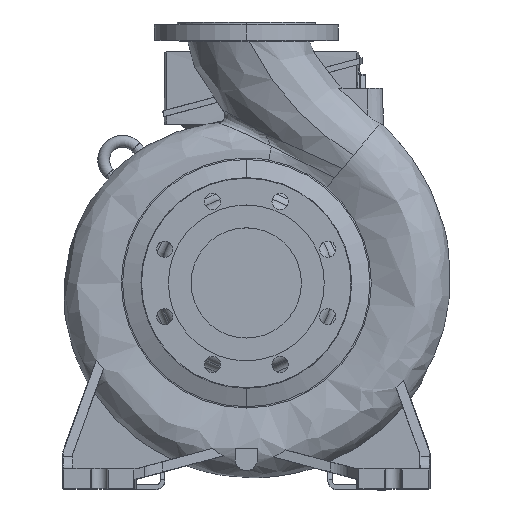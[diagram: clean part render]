
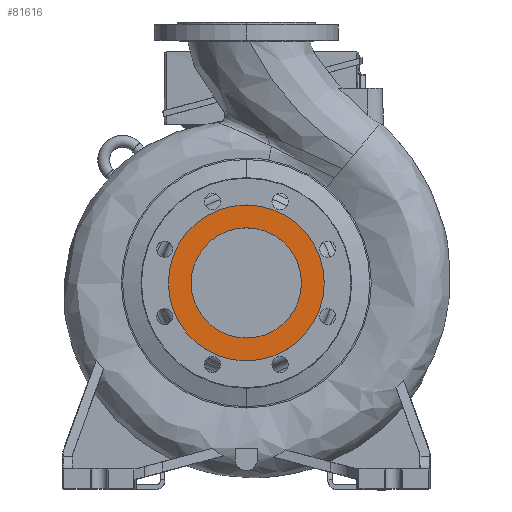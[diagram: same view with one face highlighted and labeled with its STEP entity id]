
A CAD part, top view. The second image highlights one B-rep face of the part: STEP entity #81616.
In plain terms, the highlighted planar face has unit normal (0, 0, 1).
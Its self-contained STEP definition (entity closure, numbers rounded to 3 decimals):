
#969 = EDGE_LOOP ( 'NONE', ( #17148, #45076 ) ) ;
#3746 = CIRCLE ( 'NONE', #11714, 75. ) ;
#3848 = CARTESIAN_POINT ( 'NONE',  ( 0., 0., 140. ) ) ;
#3981 = AXIS2_PLACEMENT_3D ( 'NONE', #48573, #19108, #35086 ) ;
#10513 = EDGE_CURVE ( 'NONE', #20279, #64115, #16501, .T. ) ;
#11714 = AXIS2_PLACEMENT_3D ( 'NONE', #3848, #89161, #57735 ) ;
#16292 = CARTESIAN_POINT ( 'NONE',  ( 0., 106., 140. ) ) ;
#16501 = CIRCLE ( 'NONE', #64322, 106. ) ;
#17148 = ORIENTED_EDGE ( 'NONE', *, *, #40163, .F. ) ;
#18763 = VERTEX_POINT ( 'NONE', #76822 ) ;
#19108 = DIRECTION ( 'NONE',  ( 0., 0., 1. ) ) ;
#20279 = VERTEX_POINT ( 'NONE', #16292 ) ;
#26329 = DIRECTION ( 'NONE',  ( 0., 1., 0. ) ) ;
#27988 = CARTESIAN_POINT ( 'NONE',  ( 0., -106., 140. ) ) ;
#34190 = DIRECTION ( 'NONE',  ( 0., 1., 0. ) ) ;
#35086 = DIRECTION ( 'NONE',  ( 0., -1., 0. ) ) ;
#35364 = CARTESIAN_POINT ( 'NONE',  ( 0., 0., 140. ) ) ;
#37654 = CARTESIAN_POINT ( 'NONE',  ( 0., -75., 140. ) ) ;
#40163 = EDGE_CURVE ( 'NONE', #44394, #18763, #3746, .T. ) ;
#40690 = DIRECTION ( 'NONE',  ( 0., 0., -1. ) ) ;
#43119 = ORIENTED_EDGE ( 'NONE', *, *, #10513, .F. ) ;
#44394 = VERTEX_POINT ( 'NONE', #37654 ) ;
#45076 = ORIENTED_EDGE ( 'NONE', *, *, #82968, .F. ) ;
#45411 = AXIS2_PLACEMENT_3D ( 'NONE', #94713, #80234, #26329 ) ;
#47702 = FACE_BOUND ( 'NONE', #969, .T. ) ;
#48450 = EDGE_LOOP ( 'NONE', ( #43119, #81557 ) ) ;
#48573 = CARTESIAN_POINT ( 'NONE',  ( 0., 0., 140. ) ) ;
#50190 = CIRCLE ( 'NONE', #3981, 75. ) ;
#56617 = CIRCLE ( 'NONE', #45411, 106. ) ;
#57735 = DIRECTION ( 'NONE',  ( 0., -1., 0. ) ) ;
#60643 = EDGE_CURVE ( 'NONE', #64115, #20279, #56617, .T. ) ;
#64115 = VERTEX_POINT ( 'NONE', #27988 ) ;
#64322 = AXIS2_PLACEMENT_3D ( 'NONE', #35364, #65323, #87291 ) ;
#65323 = DIRECTION ( 'NONE',  ( 0., 0., -1. ) ) ;
#72623 = PLANE ( 'NONE',  #88382 ) ;
#76822 = CARTESIAN_POINT ( 'NONE',  ( 0., 75., 140. ) ) ;
#78151 = CARTESIAN_POINT ( 'NONE',  ( -212., 212., 140. ) ) ;
#80234 = DIRECTION ( 'NONE',  ( 0., 0., -1. ) ) ;
#81557 = ORIENTED_EDGE ( 'NONE', *, *, #60643, .F. ) ;
#81616 = ADVANCED_FACE ( 'NONE', ( #47702, #87105 ), #72623, .F. ) ;
#82968 = EDGE_CURVE ( 'NONE', #18763, #44394, #50190, .T. ) ;
#87105 = FACE_OUTER_BOUND ( 'NONE', #48450, .T. ) ;
#87291 = DIRECTION ( 'NONE',  ( 0., 1., 0. ) ) ;
#88382 = AXIS2_PLACEMENT_3D ( 'NONE', #78151, #40690, #34190 ) ;
#89161 = DIRECTION ( 'NONE',  ( 0., 0., 1. ) ) ;
#94713 = CARTESIAN_POINT ( 'NONE',  ( 0., 0., 140. ) ) ;
